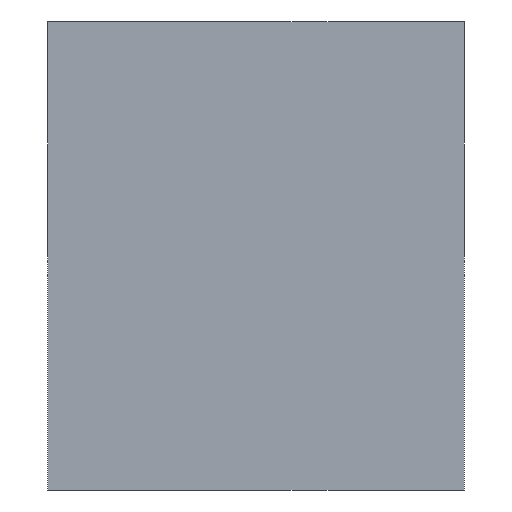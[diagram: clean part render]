
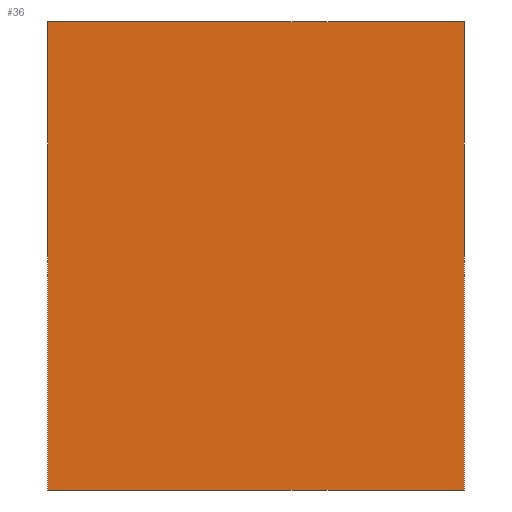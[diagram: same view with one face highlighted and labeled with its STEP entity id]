
A CAD part, left-side view. The second image highlights one B-rep face of the part: STEP entity #36.
In plain terms, the highlighted planar face has unit normal (-1, 0, 0).
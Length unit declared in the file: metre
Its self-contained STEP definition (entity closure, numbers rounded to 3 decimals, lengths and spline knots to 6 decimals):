
#1 = CARTESIAN_POINT ( 'NONE',  ( -6.196, -1.2192, -3.9032 ) ) ;
#4 = CARTESIAN_POINT ( 'NONE',  ( -6.196, 1.2192, -3.9032 ) ) ;
#8 = EDGE_CURVE ( 'NONE', #62, #115, #139, .T. ) ;
#10 = FACE_OUTER_BOUND ( 'NONE', #86, .T. ) ;
#12 = DIRECTION ( 'NONE',  ( 0., 0., 1. ) ) ;
#13 = CARTESIAN_POINT ( 'NONE',  ( -6.196, -1.2192, -1.16 ) ) ;
#15 = CARTESIAN_POINT ( 'NONE',  ( -6.196, 1.2192, -3.9032 ) ) ;
#24 = CARTESIAN_POINT ( 'NONE',  ( -6.196, 1.2192, -3.9032 ) ) ;
#36 = ADVANCED_FACE ( 'NONE', ( #10 ), #147, .T. ) ;
#37 = ORIENTED_EDGE ( 'NONE', *, *, #132, .T. ) ;
#44 = DIRECTION ( 'NONE',  ( 0., 0., 1. ) ) ;
#50 = DIRECTION ( 'NONE',  ( 0., -1., 0. ) ) ;
#54 = CARTESIAN_POINT ( 'NONE',  ( -6.196, 1.2192, -1.16 ) ) ;
#56 = VECTOR ( 'NONE', #72, 1. ) ;
#62 = VERTEX_POINT ( 'NONE', #119 ) ;
#63 = LINE ( 'NONE', #54, #87 ) ;
#64 = VERTEX_POINT ( 'NONE', #13 ) ;
#67 = VECTOR ( 'NONE', #110, 1. ) ;
#71 = EDGE_CURVE ( 'NONE', #180, #64, #63, .T. ) ;
#72 = DIRECTION ( 'NONE',  ( 0., -1., 0. ) ) ;
#74 = DIRECTION ( 'NONE',  ( -1., 0., 0. ) ) ;
#79 = LINE ( 'NONE', #1, #121 ) ;
#86 = EDGE_LOOP ( 'NONE', ( #186, #93, #123, #37 ) ) ;
#87 = VECTOR ( 'NONE', #50, 1. ) ;
#93 = ORIENTED_EDGE ( 'NONE', *, *, #159, .F. ) ;
#110 = DIRECTION ( 'NONE',  ( 0., 0., 1. ) ) ;
#115 = VERTEX_POINT ( 'NONE', #183 ) ;
#116 = AXIS2_PLACEMENT_3D ( 'NONE', #15, #74, #12 ) ;
#119 = CARTESIAN_POINT ( 'NONE',  ( -6.196, 1.2192, -3.9032 ) ) ;
#121 = VECTOR ( 'NONE', #44, 1. ) ;
#123 = ORIENTED_EDGE ( 'NONE', *, *, #8, .T. ) ;
#129 = LINE ( 'NONE', #4, #67 ) ;
#132 = EDGE_CURVE ( 'NONE', #115, #64, #79, .T. ) ;
#139 = LINE ( 'NONE', #24, #56 ) ;
#147 = PLANE ( 'NONE',  #116 ) ;
#159 = EDGE_CURVE ( 'NONE', #62, #180, #129, .T. ) ;
#172 = CARTESIAN_POINT ( 'NONE',  ( -6.196, 1.2192, -1.16 ) ) ;
#180 = VERTEX_POINT ( 'NONE', #172 ) ;
#183 = CARTESIAN_POINT ( 'NONE',  ( -6.196, -1.2192, -3.9032 ) ) ;
#186 = ORIENTED_EDGE ( 'NONE', *, *, #71, .F. ) ;
